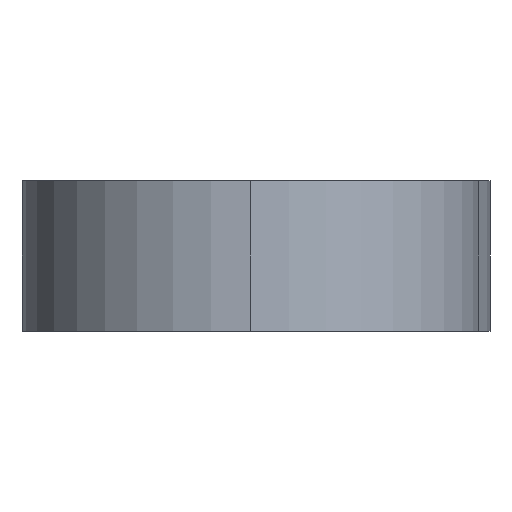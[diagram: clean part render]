
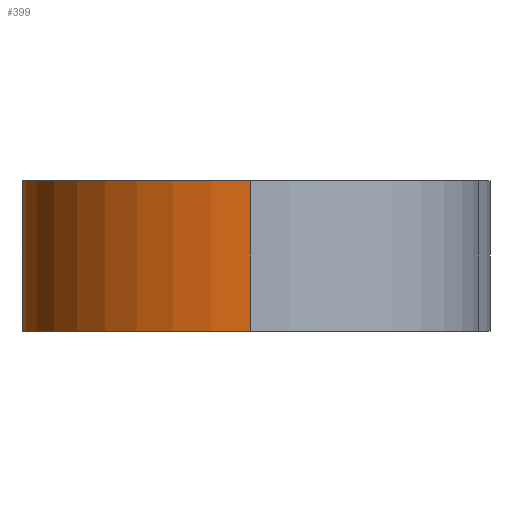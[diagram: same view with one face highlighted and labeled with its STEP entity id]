
A CAD part, left-side view. The second image highlights one B-rep face of the part: STEP entity #399.
In plain terms, the highlighted cylindrical face has radius 3.789 mm (diameter 7.577 mm), a partial arc.
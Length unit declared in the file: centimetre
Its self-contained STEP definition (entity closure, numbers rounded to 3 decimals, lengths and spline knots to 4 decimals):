
#7 = ORIENTED_EDGE ( 'NONE', *, *, #205, .F. ) ;
#22 = CIRCLE ( 'NONE', #79, 0.3789 ) ;
#42 = VECTOR ( 'NONE', #328, 100. ) ;
#59 = CARTESIAN_POINT ( 'NONE',  ( 0.2847, 0.25, 0. ) ) ;
#61 = CIRCLE ( 'NONE', #231, 0.3789 ) ;
#68 = EDGE_CURVE ( 'NONE', #307, #147, #61, .T. ) ;
#71 = LINE ( 'NONE', #202, #42 ) ;
#72 = CYLINDRICAL_SURFACE ( 'NONE', #323, 0.3789 ) ;
#78 = ORIENTED_EDGE ( 'NONE', *, *, #68, .T. ) ;
#79 = AXIS2_PLACEMENT_3D ( 'NONE', #198, #359, #218 ) ;
#80 = EDGE_CURVE ( 'NONE', #113, #307, #71, .T. ) ;
#104 = CARTESIAN_POINT ( 'NONE',  ( 0.2847, 0.25, 0.25 ) ) ;
#113 = VERTEX_POINT ( 'NONE', #104 ) ;
#124 = EDGE_CURVE ( 'NONE', #113, #373, #22, .T. ) ;
#145 = CARTESIAN_POINT ( 'NONE',  ( -0.3789, 0., 0.25 ) ) ;
#147 = VERTEX_POINT ( 'NONE', #306 ) ;
#148 = DIRECTION ( 'NONE',  ( 0., 0., -1. ) ) ;
#163 = DIRECTION ( 'NONE',  ( 1., 0., 0. ) ) ;
#189 = VECTOR ( 'NONE', #148, 100. ) ;
#198 = CARTESIAN_POINT ( 'NONE',  ( 0., 0., 0.25 ) ) ;
#202 = CARTESIAN_POINT ( 'NONE',  ( 0.2847, 0.25, 0.25 ) ) ;
#203 = FACE_OUTER_BOUND ( 'NONE', #210, .T. ) ;
#205 = EDGE_CURVE ( 'NONE', #373, #147, #314, .T. ) ;
#210 = EDGE_LOOP ( 'NONE', ( #7, #313, #297, #78 ) ) ;
#218 = DIRECTION ( 'NONE',  ( 1., 0., 0. ) ) ;
#231 = AXIS2_PLACEMENT_3D ( 'NONE', #294, #266, #163 ) ;
#237 = DIRECTION ( 'NONE',  ( -1., 0., 0. ) ) ;
#265 = DIRECTION ( 'NONE',  ( 0., 0., -1. ) ) ;
#266 = DIRECTION ( 'NONE',  ( 0., 0., 1. ) ) ;
#294 = CARTESIAN_POINT ( 'NONE',  ( 0., 0., 0. ) ) ;
#297 = ORIENTED_EDGE ( 'NONE', *, *, #80, .T. ) ;
#306 = CARTESIAN_POINT ( 'NONE',  ( -0.3789, 0., 0. ) ) ;
#307 = VERTEX_POINT ( 'NONE', #59 ) ;
#313 = ORIENTED_EDGE ( 'NONE', *, *, #124, .F. ) ;
#314 = LINE ( 'NONE', #145, #189 ) ;
#323 = AXIS2_PLACEMENT_3D ( 'NONE', #397, #265, #237 ) ;
#328 = DIRECTION ( 'NONE',  ( 0., 0., -1. ) ) ;
#332 = CARTESIAN_POINT ( 'NONE',  ( -0.3789, 0., 0.25 ) ) ;
#359 = DIRECTION ( 'NONE',  ( 0., 0., 1. ) ) ;
#373 = VERTEX_POINT ( 'NONE', #332 ) ;
#397 = CARTESIAN_POINT ( 'NONE',  ( 0., 0., 0.25 ) ) ;
#399 = ADVANCED_FACE ( 'NONE', ( #203 ), #72, .T. ) ;
